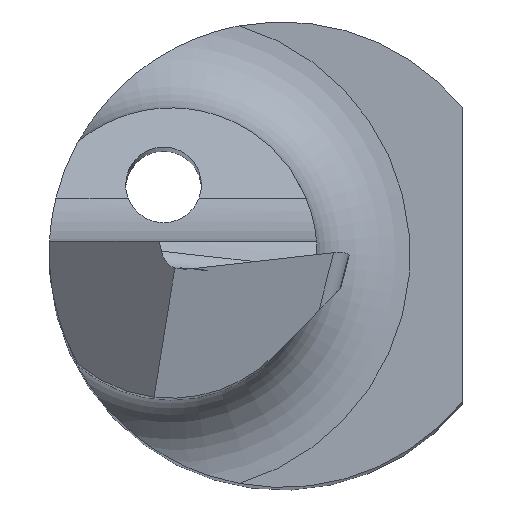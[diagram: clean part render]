
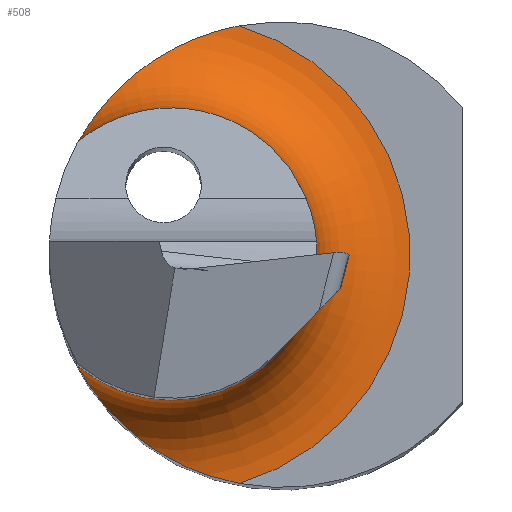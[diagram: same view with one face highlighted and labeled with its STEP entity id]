
A CAD part, top view. The second image highlights one B-rep face of the part: STEP entity #508.
In plain terms, the highlighted toroidal (fillet/blend) face has major radius 2.05 mm and minor radius 0.8 mm.
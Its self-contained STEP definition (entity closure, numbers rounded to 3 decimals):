
#21 = CARTESIAN_POINT ( 'NONE',  ( -0.95, 0., 13.751 ) ) ;
#26 = EDGE_LOOP ( 'NONE', ( #43, #169, #555, #612 ) ) ;
#43 = ORIENTED_EDGE ( 'NONE', *, *, #86, .F. ) ;
#48 = CARTESIAN_POINT ( 'NONE',  ( -1.758, 0.954, 14.463 ) ) ;
#51 = CARTESIAN_POINT ( 'NONE',  ( -1.156, 1.641, 13.854 ) ) ;
#74 = VERTEX_POINT ( 'NONE', #445 ) ;
#78 = VERTEX_POINT ( 'NONE', #620 ) ;
#81 = VERTEX_POINT ( 'NONE', #455 ) ;
#86 = EDGE_CURVE ( 'NONE', #813, #74, #823, .T. ) ;
#98 = CARTESIAN_POINT ( 'NONE',  ( -1.644, 1.141, 14.19 ) ) ;
#109 = CARTESIAN_POINT ( 'NONE',  ( -0.54, 1.934, 13.751 ) ) ;
#113 = CARTESIAN_POINT ( 'NONE',  ( -0.368, 1.966, 13.751 ) ) ;
#126 = CARTESIAN_POINT ( 'NONE',  ( -1.681, -1.085, 14.246 ) ) ;
#130 = CARTESIAN_POINT ( 'NONE',  ( -1.758, -0.954, 14.463 ) ) ;
#169 = ORIENTED_EDGE ( 'NONE', *, *, #349, .F. ) ;
#170 = AXIS2_PLACEMENT_3D ( 'NONE', #663, #327, #784 ) ;
#270 = CARTESIAN_POINT ( 'NONE',  ( -1.156, -1.64, 13.854 ) ) ;
#273 = CARTESIAN_POINT ( 'NONE',  ( -1.644, -1.142, 14.189 ) ) ;
#278 = FACE_OUTER_BOUND ( 'NONE', #26, .T. ) ;
#281 = EDGE_CURVE ( 'NONE', #74, #81, #401, .T. ) ;
#295 = CARTESIAN_POINT ( 'NONE',  ( -1.738, 0.991, 14.382 ) ) ;
#327 = DIRECTION ( 'NONE',  ( 0., 0., -1. ) ) ;
#342 = DIRECTION ( 'NONE',  ( 0., 0., -1. ) ) ;
#345 = AXIS2_PLACEMENT_3D ( 'NONE', #557, #752, #360 ) ;
#349 = EDGE_CURVE ( 'NONE', #78, #813, #693, .T. ) ;
#356 = CARTESIAN_POINT ( 'NONE',  ( -1.681, 1.085, 14.245 ) ) ;
#360 = DIRECTION ( 'NONE',  ( -1., 0., 0. ) ) ;
#362 = CARTESIAN_POINT ( 'NONE',  ( -1.406, -1.431, 13.967 ) ) ;
#363 = B_SPLINE_CURVE_WITH_KNOTS ( 'NONE', 3,
 ( #672, #605, #544, #603, #270, #362, #648, #273, #126, #782, #130, #590 ),
 .UNSPECIFIED., .F., .F.,
 ( 4, 2, 2, 2, 2, 4 ),
 ( 0., 0.001, 0.001, 0.002, 0.002, 0.002 ),
 .UNSPECIFIED. ) ;
#373 = CARTESIAN_POINT ( 'NONE',  ( -1.515, 1.314, 14.04 ) ) ;
#401 = CIRCLE ( 'NONE', #403, 2.05 ) ;
#403 = AXIS2_PLACEMENT_3D ( 'NONE', #21, #342, #734 ) ;
#445 = CARTESIAN_POINT ( 'NONE',  ( -0.368, 1.966, 13.751 ) ) ;
#455 = CARTESIAN_POINT ( 'NONE',  ( -0.368, -1.966, 13.751 ) ) ;
#501 = CARTESIAN_POINT ( 'NONE',  ( -0.703, 1.88, 13.763 ) ) ;
#508 = ADVANCED_FACE ( 'NONE', ( #278 ), #791, .F. ) ;
#544 = CARTESIAN_POINT ( 'NONE',  ( -0.703, -1.88, 13.763 ) ) ;
#555 = ORIENTED_EDGE ( 'NONE', *, *, #820, .F. ) ;
#557 = CARTESIAN_POINT ( 'NONE',  ( -0.95, 0., 14.551 ) ) ;
#590 = CARTESIAN_POINT ( 'NONE',  ( -1.758, -0.954, 14.551 ) ) ;
#603 = CARTESIAN_POINT ( 'NONE',  ( -1.013, -1.733, 13.814 ) ) ;
#605 = CARTESIAN_POINT ( 'NONE',  ( -0.54, -1.934, 13.751 ) ) ;
#607 = CARTESIAN_POINT ( 'NONE',  ( -1.408, 1.43, 13.968 ) ) ;
#612 = ORIENTED_EDGE ( 'NONE', *, *, #281, .F. ) ;
#620 = CARTESIAN_POINT ( 'NONE',  ( -1.758, -0.954, 14.551 ) ) ;
#648 = CARTESIAN_POINT ( 'NONE',  ( -1.515, -1.313, 14.04 ) ) ;
#663 = CARTESIAN_POINT ( 'NONE',  ( -0.95, 0., 14.551 ) ) ;
#672 = CARTESIAN_POINT ( 'NONE',  ( -0.368, -1.966, 13.751 ) ) ;
#691 = CARTESIAN_POINT ( 'NONE',  ( -1.758, 0.954, 14.551 ) ) ;
#693 = CIRCLE ( 'NONE', #345, 1.25 ) ;
#695 = CARTESIAN_POINT ( 'NONE',  ( -1.013, 1.733, 13.814 ) ) ;
#734 = DIRECTION ( 'NONE',  ( -1., 0., 0. ) ) ;
#752 = DIRECTION ( 'NONE',  ( 0., 0., 1. ) ) ;
#782 = CARTESIAN_POINT ( 'NONE',  ( -1.738, -0.991, 14.381 ) ) ;
#784 = DIRECTION ( 'NONE',  ( -1., 0., 0. ) ) ;
#791 = TOROIDAL_SURFACE ( 'NONE', #170, 2.05, 0.8 ) ;
#801 = CARTESIAN_POINT ( 'NONE',  ( -1.758, 0.954, 14.551 ) ) ;
#813 = VERTEX_POINT ( 'NONE', #801 ) ;
#820 = EDGE_CURVE ( 'NONE', #81, #78, #363, .T. ) ;
#823 = B_SPLINE_CURVE_WITH_KNOTS ( 'NONE', 3,
 ( #691, #48, #295, #356, #98, #373, #607, #51, #695, #501, #109, #113 ),
 .UNSPECIFIED., .F., .F.,
 ( 4, 2, 2, 2, 2, 4 ),
 ( 0., 0., 0.001, 0.001, 0.002, 0.002 ),
 .UNSPECIFIED. ) ;
